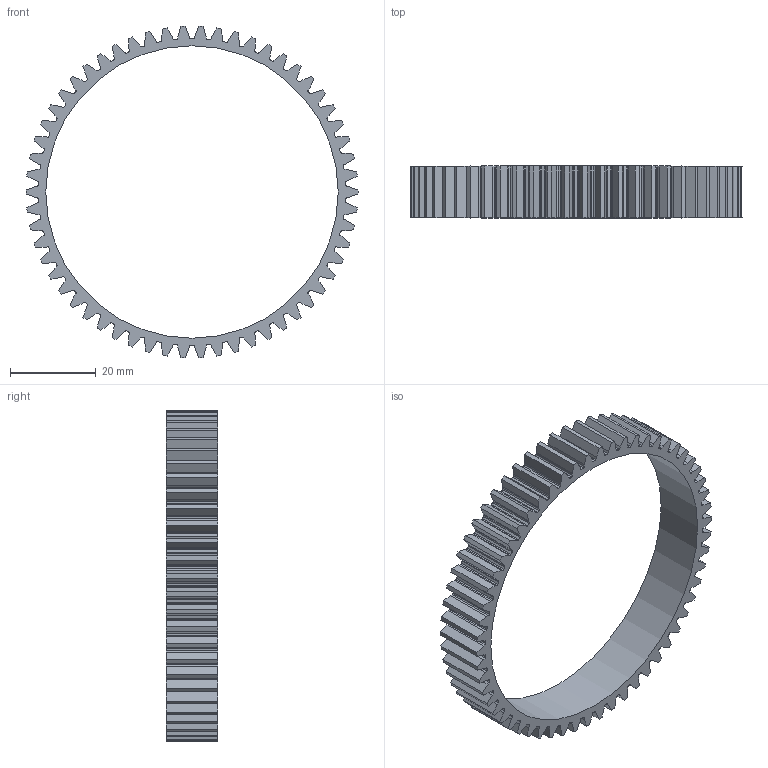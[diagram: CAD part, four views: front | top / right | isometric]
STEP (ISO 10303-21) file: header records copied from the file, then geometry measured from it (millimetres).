
FILE_DESCRIPTION(/* description */ (''),/* implementation_level */ '2;1');
FILE_NAME(/* name */ 'Flex spline.step',/* time_stamp */ '2021-07-14T12:42:44-04:00',/* author */ (''),/* organization */ (''),/* preprocessor_version */ 'ST-DEVELOPER v18.1',/* originating_system */ 'Autodesk Translation Framework v10.9.0.1377',/* authorisation */ '');
FILE_SCHEMA (('AUTOMOTIVE_DESIGN { 1 0 10303 214 3 1 1 }'));
Length unit declared in the file: millimetre
Products named in the file (1): Flex spline
Bounding box: 77.28 x 12 x 77.21 mm (x, y, z)
Volume: 8684.1 mm3; surface area: 9603.5 mm2
Topology: 1 solids, 1 shells, 467 faces, 1395 edges, 930 vertices
Faces by surface type: cylinder 233, bspline 232, plane 2
Full cylindrical faces by diameter (mm): 68.05 x1
Entity records: 17264 total; most frequent: CARTESIAN_POINT 5809, ORIENTED_EDGE 2790, DIRECTION 1869, EDGE_CURVE 1395, VERTEX_POINT 930, AXIS2_PLACEMENT_3D 702, EDGE_LOOP 469, FACE_OUTER_BOUND 467
